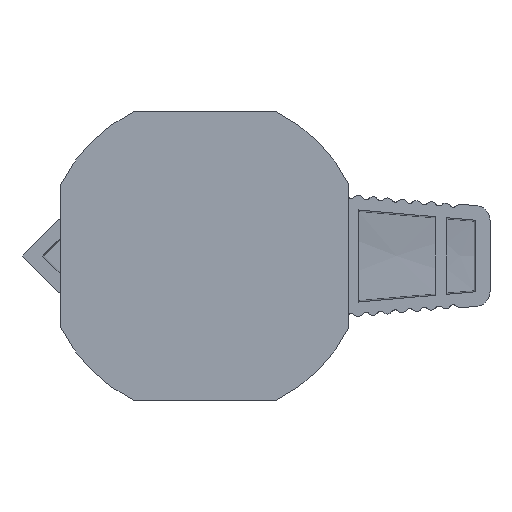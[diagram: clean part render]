
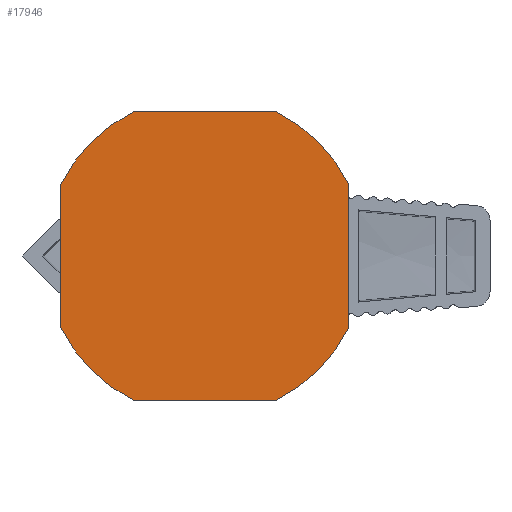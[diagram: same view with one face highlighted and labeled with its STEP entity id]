
A CAD part, front view. The second image highlights one B-rep face of the part: STEP entity #17946.
In plain terms, the highlighted planar face has unit normal (0, -1, 0).
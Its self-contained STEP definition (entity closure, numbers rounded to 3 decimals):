
#17919 = VERTEX_POINT('',#17920);
#17920 = CARTESIAN_POINT('',(4852.312,-40.298,
    -9.793));
#17926 = EDGE_CURVE('',#17919,#17927,#17929,.T.);
#17927 = VERTEX_POINT('',#17928);
#17928 = CARTESIAN_POINT('',(4842.405,-40.298,-19.7));
#17929 = CIRCLE('',#17930,22.);
#17930 = AXIS2_PLACEMENT_3D('',#17931,#17932,#17933);
#17931 = CARTESIAN_POINT('',(4832.612,-40.298,
    0.));
#17932 = DIRECTION('',(0.,1.,0.));
#17933 = DIRECTION('',(0.895,0.,-0.445
    ));
#17946 = ADVANCED_FACE('',(#17947),#18007,.T.);
#17947 = FACE_BOUND('',#17948,.T.);
#17948 = EDGE_LOOP('',(#17949,#17950,#17958,#17967,#17975,#17984,#17992,
    #18001));
#17949 = ORIENTED_EDGE('',*,*,#17926,.F.);
#17950 = ORIENTED_EDGE('',*,*,#17951,.T.);
#17951 = EDGE_CURVE('',#17919,#17952,#17954,.T.);
#17952 = VERTEX_POINT('',#17953);
#17953 = CARTESIAN_POINT('',(4852.312,-40.298,
    9.793));
#17954 = LINE('',#17955,#17956);
#17955 = CARTESIAN_POINT('',(4852.312,-40.298,
    -9.793));
#17956 = VECTOR('',#17957,1.);
#17957 = DIRECTION('',(0.,0.,1.));
#17958 = ORIENTED_EDGE('',*,*,#17959,.T.);
#17959 = EDGE_CURVE('',#17952,#17960,#17962,.T.);
#17960 = VERTEX_POINT('',#17961);
#17961 = CARTESIAN_POINT('',(4842.405,-40.298,19.7));
#17962 = CIRCLE('',#17963,22.);
#17963 = AXIS2_PLACEMENT_3D('',#17964,#17965,#17966);
#17964 = CARTESIAN_POINT('',(4832.612,-40.298,
    0.));
#17965 = DIRECTION('',(0.,-1.,0.));
#17966 = DIRECTION('',(0.895,0.,0.445
    ));
#17967 = ORIENTED_EDGE('',*,*,#17968,.T.);
#17968 = EDGE_CURVE('',#17960,#17969,#17971,.T.);
#17969 = VERTEX_POINT('',#17970);
#17970 = CARTESIAN_POINT('',(4822.818,-40.298,19.7));
#17971 = LINE('',#17972,#17973);
#17972 = CARTESIAN_POINT('',(4842.405,-40.298,19.7));
#17973 = VECTOR('',#17974,1.);
#17974 = DIRECTION('',(-1.,0.,0.));
#17975 = ORIENTED_EDGE('',*,*,#17976,.T.);
#17976 = EDGE_CURVE('',#17969,#17977,#17979,.T.);
#17977 = VERTEX_POINT('',#17978);
#17978 = CARTESIAN_POINT('',(4812.912,-40.298,
    9.793));
#17979 = CIRCLE('',#17980,22.);
#17980 = AXIS2_PLACEMENT_3D('',#17981,#17982,#17983);
#17981 = CARTESIAN_POINT('',(4832.612,-40.298,
    0.));
#17982 = DIRECTION('',(0.,-1.,0.));
#17983 = DIRECTION('',(-0.445,0.,
    0.895));
#17984 = ORIENTED_EDGE('',*,*,#17985,.T.);
#17985 = EDGE_CURVE('',#17977,#17986,#17988,.T.);
#17986 = VERTEX_POINT('',#17987);
#17987 = CARTESIAN_POINT('',(4812.912,-40.298,
    -9.793));
#17988 = LINE('',#17989,#17990);
#17989 = CARTESIAN_POINT('',(4812.912,-40.298,
    9.793));
#17990 = VECTOR('',#17991,1.);
#17991 = DIRECTION('',(0.,0.,-1.));
#17992 = ORIENTED_EDGE('',*,*,#17993,.T.);
#17993 = EDGE_CURVE('',#17986,#17994,#17996,.T.);
#17994 = VERTEX_POINT('',#17995);
#17995 = CARTESIAN_POINT('',(4822.818,-40.298,-19.7));
#17996 = CIRCLE('',#17997,22.);
#17997 = AXIS2_PLACEMENT_3D('',#17998,#17999,#18000);
#17998 = CARTESIAN_POINT('',(4832.612,-40.298,
    0.));
#17999 = DIRECTION('',(0.,-1.,0.));
#18000 = DIRECTION('',(-0.895,0.,
    -0.445));
#18001 = ORIENTED_EDGE('',*,*,#18002,.T.);
#18002 = EDGE_CURVE('',#17994,#17927,#18003,.T.);
#18003 = LINE('',#18004,#18005);
#18004 = CARTESIAN_POINT('',(4822.818,-40.298,-19.7));
#18005 = VECTOR('',#18006,1.);
#18006 = DIRECTION('',(1.,0.,0.));
#18007 = PLANE('',#18008);
#18008 = AXIS2_PLACEMENT_3D('',#18009,#18010,#18011);
#18009 = CARTESIAN_POINT('',(4832.612,-40.298,0.));
#18010 = DIRECTION('',(0.,-1.,0.));
#18011 = DIRECTION('',(0.,0.,-1.));
